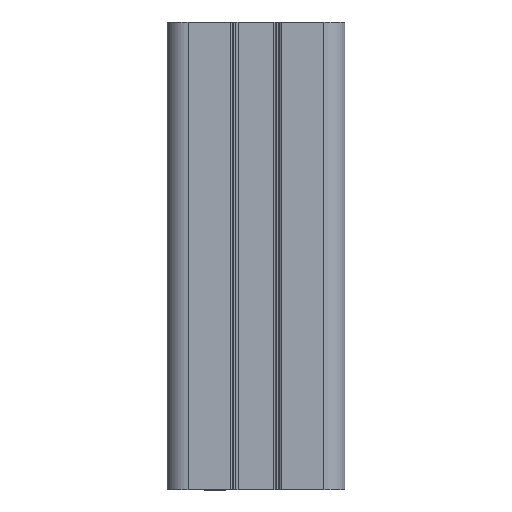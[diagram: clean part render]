
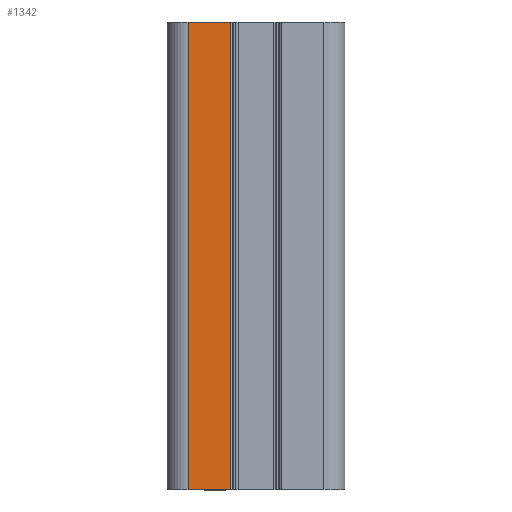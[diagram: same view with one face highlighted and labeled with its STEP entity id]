
A CAD part, front view. The second image highlights one B-rep face of the part: STEP entity #1342.
In plain terms, the highlighted planar face has unit normal (0, -1, 0).
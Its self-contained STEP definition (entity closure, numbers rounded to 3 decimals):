
#209 = LINE ( 'NONE', #4608, #7757 ) ;
#269 = CARTESIAN_POINT ( 'NONE',  ( 6625.078, 3706.376, 0. ) ) ;
#563 = AXIS2_PLACEMENT_3D ( 'NONE', #3027, #11535, #11746 ) ;
#1342 = ADVANCED_FACE ( 'NONE', ( #1628 ), #9007, .F. ) ;
#1505 = EDGE_CURVE ( 'NONE', #5906, #6340, #4877, .T. ) ;
#1628 = FACE_OUTER_BOUND ( 'NONE', #1744, .T. ) ;
#1744 = EDGE_LOOP ( 'NONE', ( #10083, #2876, #5401, #7895 ) ) ;
#1845 = VECTOR ( 'NONE', #8463, 1000. ) ;
#1866 = VERTEX_POINT ( 'NONE', #3007 ) ;
#2423 = LINE ( 'NONE', #269, #10203 ) ;
#2876 = ORIENTED_EDGE ( 'NONE', *, *, #7815, .F. ) ;
#3007 = CARTESIAN_POINT ( 'NONE',  ( 6625.078, 3706.376, 0. ) ) ;
#3027 = CARTESIAN_POINT ( 'NONE',  ( 6625.078, 3706.376, 100. ) ) ;
#4608 = CARTESIAN_POINT ( 'NONE',  ( 6634.678, 3706.376, 100. ) ) ;
#4754 = DIRECTION ( 'NONE',  ( 0., 0., -1. ) ) ;
#4877 = LINE ( 'NONE', #12124, #7362 ) ;
#5207 = EDGE_CURVE ( 'NONE', #1866, #6340, #2423, .T. ) ;
#5401 = ORIENTED_EDGE ( 'NONE', *, *, #7870, .F. ) ;
#5906 = VERTEX_POINT ( 'NONE', #9034 ) ;
#6340 = VERTEX_POINT ( 'NONE', #10516 ) ;
#6875 = DIRECTION ( 'NONE',  ( 1., 0., 0. ) ) ;
#7154 = LINE ( 'NONE', #7515, #1845 ) ;
#7362 = VECTOR ( 'NONE', #4754, 1000. ) ;
#7422 = DIRECTION ( 'NONE',  ( 1., 0., 0. ) ) ;
#7515 = CARTESIAN_POINT ( 'NONE',  ( 6625.078, 3706.376, 100. ) ) ;
#7757 = VECTOR ( 'NONE', #7422, 1000. ) ;
#7815 = EDGE_CURVE ( 'NONE', #12008, #5906, #209, .T. ) ;
#7870 = EDGE_CURVE ( 'NONE', #1866, #12008, #7154, .T. ) ;
#7895 = ORIENTED_EDGE ( 'NONE', *, *, #5207, .T. ) ;
#8463 = DIRECTION ( 'NONE',  ( 0., 0., 1. ) ) ;
#9007 = PLANE ( 'NONE',  #563 ) ;
#9034 = CARTESIAN_POINT ( 'NONE',  ( 6634.178, 3706.376, 100. ) ) ;
#9155 = CARTESIAN_POINT ( 'NONE',  ( 6625.078, 3706.376, 100. ) ) ;
#10083 = ORIENTED_EDGE ( 'NONE', *, *, #1505, .F. ) ;
#10203 = VECTOR ( 'NONE', #6875, 1000. ) ;
#10516 = CARTESIAN_POINT ( 'NONE',  ( 6634.178, 3706.376, 0. ) ) ;
#11535 = DIRECTION ( 'NONE',  ( 0., 1., 0. ) ) ;
#11746 = DIRECTION ( 'NONE',  ( -1., 0., 0. ) ) ;
#12008 = VERTEX_POINT ( 'NONE', #9155 ) ;
#12124 = CARTESIAN_POINT ( 'NONE',  ( 6634.178, 3706.376, 100. ) ) ;
